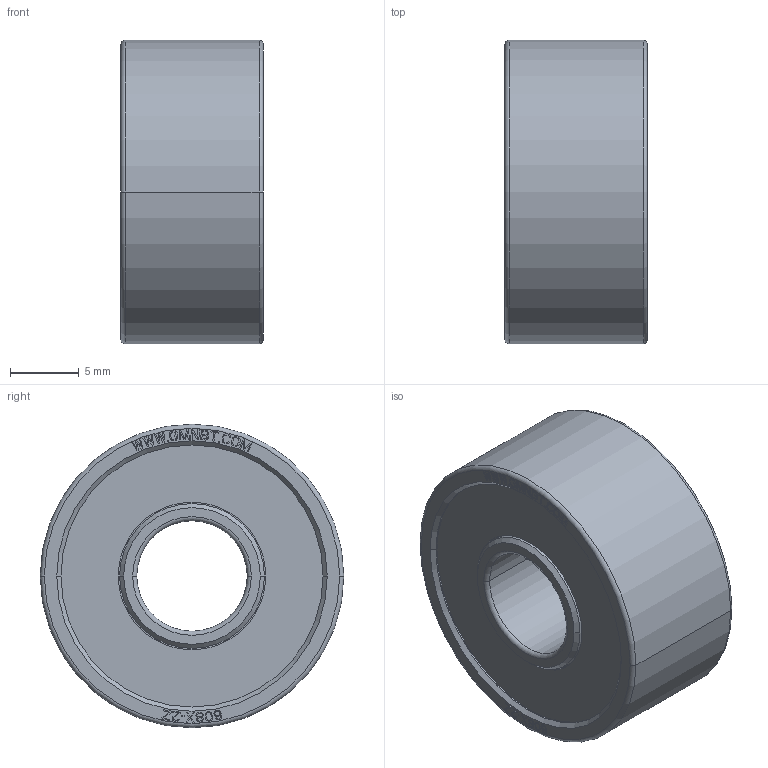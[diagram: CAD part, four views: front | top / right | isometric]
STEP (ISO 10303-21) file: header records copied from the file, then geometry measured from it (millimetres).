
FILE_DESCRIPTION((''),'2;1');
FILE_NAME('608X-2Z_PRT','2014-11-17T',('sales 4'),(''),'PRO/ENGINEER BY PARAMETRIC TECHNOLOGY CORPORATION, 2013150','PRO/ENGINEER BY PARAMETRIC TECHNOLOGY CORPORATION, 2013150','');
FILE_SCHEMA(('AUTOMOTIVE_DESIGN { 1 0 10303 214 1 1 1 1 }'));
Length unit declared in the file: millimetre
Products named in the file (1): 608X-2Z_PRT
Bounding box: 10.32 x 22 x 22 mm (x, y, z)
Volume: 2571.5 mm3; surface area: 4029.2 mm2
Topology: 9 solids, 10 shells, 597 faces, 1652 edges, 1078 vertices
Faces by surface type: plane 521, cylinder 42, sphere 14, torus 12, cone 8
Entity records: 25015 total; most frequent: CARTESIAN_POINT 4557, ORIENTED_EDGE 3248, DIRECTION 2888, PRESENTATION_STYLE_ASSIGNMENT 1659, STYLED_ITEM 1633, CURVE_STYLE 1624, EDGE_CURVE 1624, VECTOR 1498
